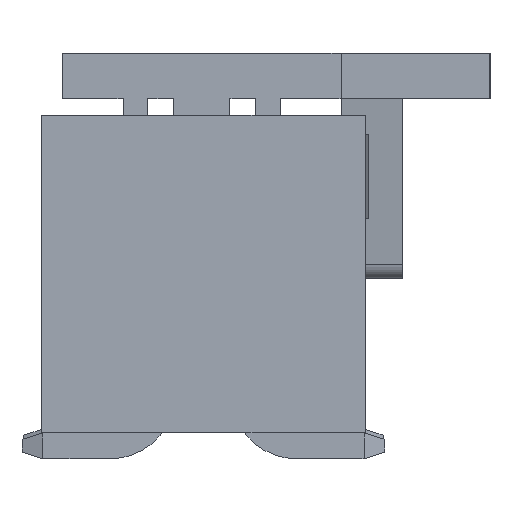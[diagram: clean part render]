
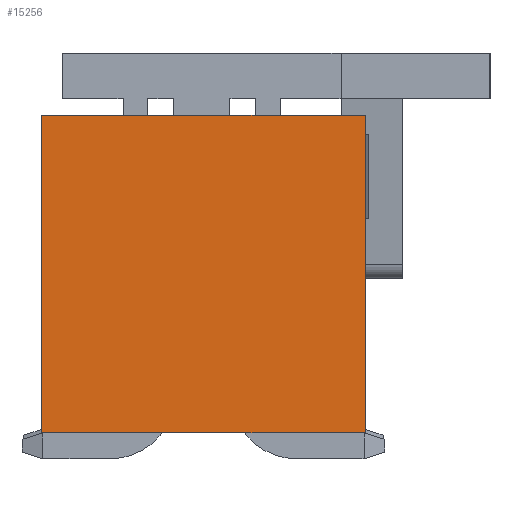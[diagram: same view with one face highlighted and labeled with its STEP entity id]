
A CAD part, left-side view. The second image highlights one B-rep face of the part: STEP entity #15256.
In plain terms, the highlighted planar face has unit normal (-1, 0, 0).
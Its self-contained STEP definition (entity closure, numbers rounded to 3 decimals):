
#2241=ORIENTED_EDGE('',*,*,#4451,.F.);
#2242=ORIENTED_EDGE('',*,*,#4422,.F.);
#2243=ORIENTED_EDGE('',*,*,#3571,.T.);
#2244=ORIENTED_EDGE('',*,*,#4722,.T.);
#3571=EDGE_CURVE('',#5242,#5241,#6319,.T.);
#4422=EDGE_CURVE('',#5242,#5838,#7170,.T.);
#4451=EDGE_CURVE('',#5838,#5845,#7199,.T.);
#4722=EDGE_CURVE('',#5241,#5845,#7470,.T.);
#5241=VERTEX_POINT('',#19032);
#5242=VERTEX_POINT('',#19034);
#5838=VERTEX_POINT('',#20713);
#5845=VERTEX_POINT('',#20750);
#6319=LINE('',#19033,#7981);
#7170=LINE('',#20712,#8832);
#7199=LINE('',#20749,#8861);
#7470=LINE('',#21289,#9132);
#7981=VECTOR('',#16143,1000.);
#8832=VECTOR('',#17458,1000.);
#8861=VECTOR('',#17489,1000.);
#9132=VECTOR('',#17902,1000.);
#9984=EDGE_LOOP('',(#2241,#2242,#2243,#2244));
#10584=FACE_BOUND('',#9984,.T.);
#11139=PLANE('',#15826);
#15256=ADVANCED_FACE('',(#10584),#11139,.T.);
#15826=AXIS2_PLACEMENT_3D('',#21290,#17903,#17904);
#16143=DIRECTION('',(0.,0.,1.));
#17458=DIRECTION('',(0.,1.,0.));
#17489=DIRECTION('',(0.,0.,1.));
#17902=DIRECTION('',(0.,1.,0.));
#17903=DIRECTION('',(-1.,0.,0.));
#17904=DIRECTION('',(0.,0.,1.));
#19032=CARTESIAN_POINT('',(-17.145,-2.5,2.45));
#19033=CARTESIAN_POINT('',(-17.145,-2.5,-2.45));
#19034=CARTESIAN_POINT('',(-17.145,-2.5,-2.45));
#20712=CARTESIAN_POINT('',(-17.145,-2.5,-2.45));
#20713=CARTESIAN_POINT('',(-17.145,2.5,-2.45));
#20749=CARTESIAN_POINT('',(-17.145,2.5,-2.45));
#20750=CARTESIAN_POINT('',(-17.145,2.5,2.45));
#21289=CARTESIAN_POINT('',(-17.145,-2.5,2.45));
#21290=CARTESIAN_POINT('',(-17.145,-2.5,-2.45));
